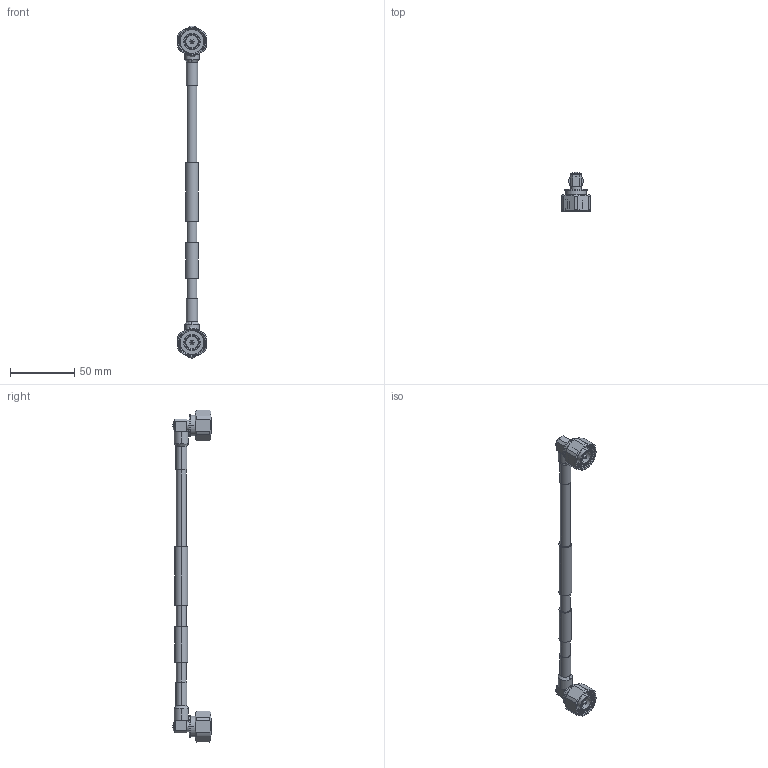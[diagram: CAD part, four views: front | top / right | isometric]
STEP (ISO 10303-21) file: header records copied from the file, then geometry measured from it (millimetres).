
FILE_DESCRIPTION (( 'STEP AP214' ), '1' );
FILE_NAME ('PE3C7831.step', '2021-02-09T19:14:15', ( '' ), ( '' ), 'SwSTEP 2.0', 'SolidWorks 2018', '' );
FILE_SCHEMA (( 'AUTOMOTIVE_DESIGN' ));
Length unit declared in the file: inch
Products named in the file (4): PE3C7831; PE-1/4SFHC^PE3C7831; PE45655^PE3C7831; Heat Shrink^PE3C7831
Assembly tree (5 placements, depth 2):
  PE3C7831
    PE-1/4SFHC^PE3C7831
    Heat Shrink^PE3C7831  x2
    PE45655^PE3C7831  x2
Bounding box: 22 x 30.16 x 258.47 mm (x, y, z)
Volume: 24813.6 mm3; surface area: 15802.2 mm2
Topology: 7 solids, 9 shells, 256 faces, 612 edges, 398 vertices
Faces by surface type: cylinder 120, plane 74, cone 42, bspline 16, torus 4
Entity records: 6129 total; most frequent: CARTESIAN_POINT 2912, ORIENTED_EDGE 642, DIRECTION 631, EDGE_CURVE 321, AXIS2_PLACEMENT_3D 258, VERTEX_POINT 209, EDGE_LOOP 152, ADVANCED_FACE 136
